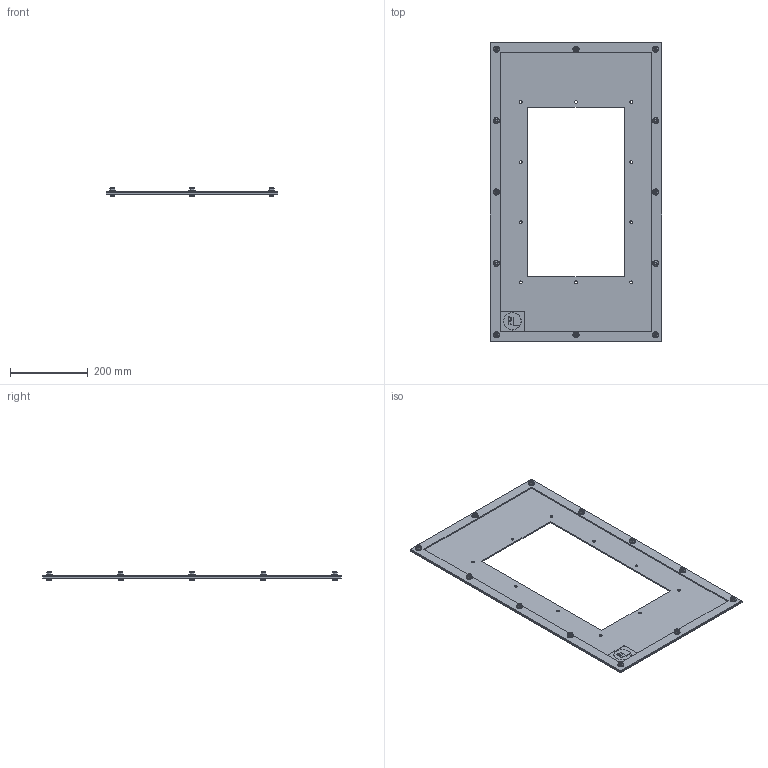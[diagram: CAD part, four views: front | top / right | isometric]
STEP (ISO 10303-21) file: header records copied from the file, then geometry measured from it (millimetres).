
FILE_DESCRIPTION(/* description */ ('30-1/4" X 17-13/32" DRIVE COVER PLATE'),/* implementation_level */ '2;1');
FILE_NAME(/* name */ 'DSNF48CVPF5A.stp',/* time_stamp */ '2017-09-06T13:57:10+05:00',/* author */ ('vdas'),/* organization */ (''),/* preprocessor_version */ 'ST-DEVELOPER v16.1',/* originating_system */ 'Autodesk Inventor 2016',/* authorisation */ '');
FILE_SCHEMA (('AUTOMOTIVE_DESIGN { 1 0 10303 214 3 1 1 }'));
Length unit declared in the file: inch
Products named in the file (9): DSNF48CVPF5A; DF48CVPGSKT; 30221; 3905; 3907; 34929; 10 GA TO 14 GA w 0.125 Comp; 34466; DSNF48CVPF5A_1
Assembly tree (19 placements, depth 3):
  DSNF48CVPF5A_1
    DSNF48CVPF5A
    DF48CVPGSKT
    10 GA TO 14 GA w 0.125 Comp  x12
      30221
      3905
      3907
      34929
    34466
Bounding box: 442.12 x 768.35 x 24.22 mm (x, y, z)
Volume: 942611.4 mm3; surface area: 638434.1 mm2
Topology: 51 solids, 51 shells, 726 faces, 1569 edges, 974 vertices
Faces by surface type: plane 384, cylinder 162, cone 132, bspline 24, torus 24
Full cylindrical faces by diameter (mm): 4.978 x12, 5.556 x12, 5.969 x12, 6.35 x12, 6.985 x12, 7.112 x10, 7.144 x12, 7.366 x12, 11.049 x12, 11.125 x12, 15.24 x12, 15.875 x12, 16.51 x12, 44.45 x1, 44.958 x1
Entity records: 4533 total; most frequent: CARTESIAN_POINT 792, DIRECTION 731, ORIENTED_EDGE 586, AXIS2_PLACEMENT_3D 295, EDGE_CURVE 293, EDGE_LOOP 281, VERTEX_POINT 224, FACE_OUTER_BOUND 143
